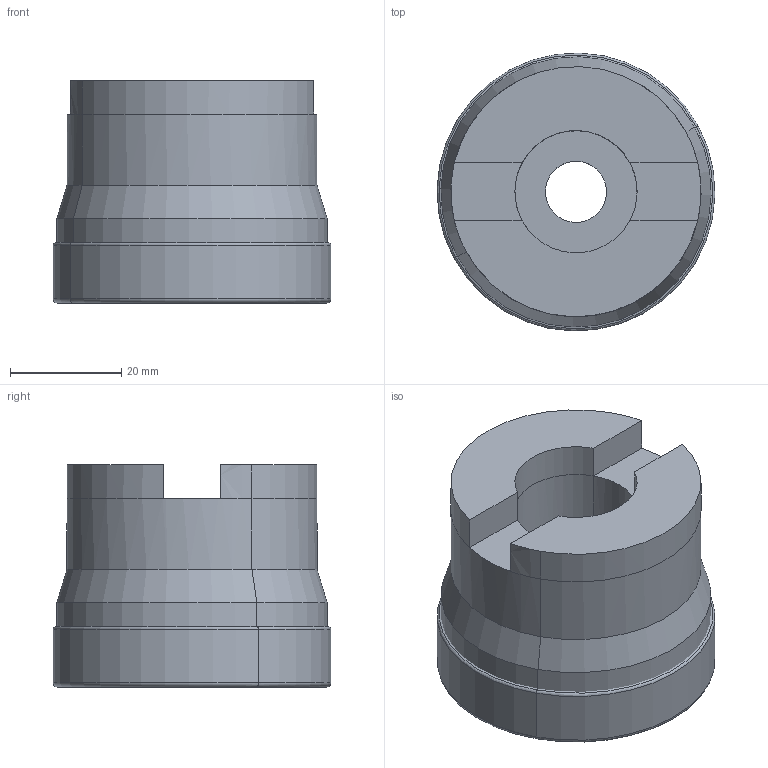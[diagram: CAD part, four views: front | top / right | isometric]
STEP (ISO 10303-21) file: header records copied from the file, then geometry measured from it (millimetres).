
FILE_DESCRIPTION(('CATIA V5 STEP','CAx-IF Rec.Pracs.--- Model Styling and Organization---1.2---2011-12-15'),'2;1');
FILE_NAME('6178136 - 4N TF90-550-22R-11_STPL.stp','2018-08-24T07:37:36+00:00',('none'),('none'),'CATIA Version 5 Release 21 SP 5 (IN-10)','CATIA V5 STEP AP214','none');
FILE_SCHEMA(('AUTOMOTIVE_DESIGN { 1 0 10303 214 1 1 1 1 }'));
Length unit declared in the file: millimetre
Products named in the file (1): 4N TF90-550-22R-11
Bounding box: 49.99 x 49.99 x 40 mm (x, y, z)
Volume: 65572.7 mm3; surface area: 16366.6 mm2
Topology: 2 solids, 2 shells, 52 faces, 142 edges, 95 vertices
Faces by surface type: cylinder 22, plane 12, revolution 12, cone 4, torus 2
Entity records: 1754 total; most frequent: CARTESIAN_POINT 513, ORIENTED_EDGE 268, DIRECTION 180, EDGE_CURVE 134, AXIS2_PLACEMENT_3D 95, VERTEX_POINT 86, CIRCLE 72, EDGE_LOOP 56
